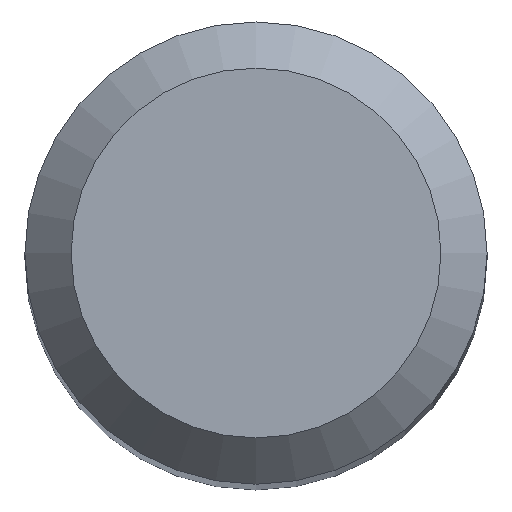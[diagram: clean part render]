
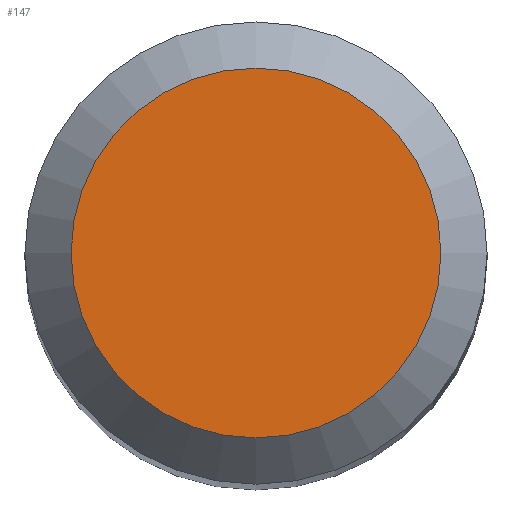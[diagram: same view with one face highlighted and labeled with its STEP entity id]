
A CAD part, top view. The second image highlights one B-rep face of the part: STEP entity #147.
In plain terms, the highlighted planar face has unit normal (0, 0, 1).
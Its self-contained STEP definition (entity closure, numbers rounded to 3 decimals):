
#1 = DIRECTION ( 'NONE',  ( 0., 0., -1. ) ) ;
#21 = VERTEX_POINT ( 'NONE', #174 ) ;
#78 = ORIENTED_EDGE ( 'NONE', *, *, #105, .F. ) ;
#103 = DIRECTION ( 'NONE',  ( 0., 1., 0. ) ) ;
#105 = EDGE_CURVE ( 'NONE', #21, #21, #217, .T. ) ;
#117 = PLANE ( 'NONE',  #129 ) ;
#129 = AXIS2_PLACEMENT_3D ( 'NONE', #209, #139, #103 ) ;
#137 = DIRECTION ( 'NONE',  ( 0., 1., 0. ) ) ;
#139 = DIRECTION ( 'NONE',  ( 0., 0., -1. ) ) ;
#141 = AXIS2_PLACEMENT_3D ( 'NONE', #149, #1, #137 ) ;
#147 = ADVANCED_FACE ( 'NONE', ( #190 ), #117, .F. ) ;
#149 = CARTESIAN_POINT ( 'NONE',  ( 0., 0., 38. ) ) ;
#174 = CARTESIAN_POINT ( 'NONE',  ( 0., 1.2, 38. ) ) ;
#190 = FACE_OUTER_BOUND ( 'NONE', #204, .T. ) ;
#204 = EDGE_LOOP ( 'NONE', ( #78 ) ) ;
#209 = CARTESIAN_POINT ( 'NONE',  ( 0., 0., 38. ) ) ;
#217 = CIRCLE ( 'NONE', #141, 1.2 ) ;
